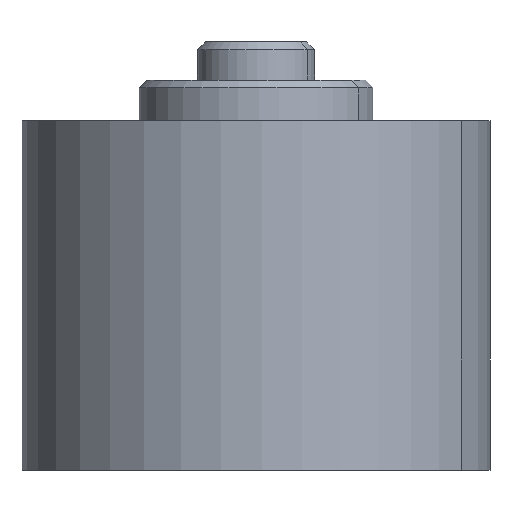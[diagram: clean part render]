
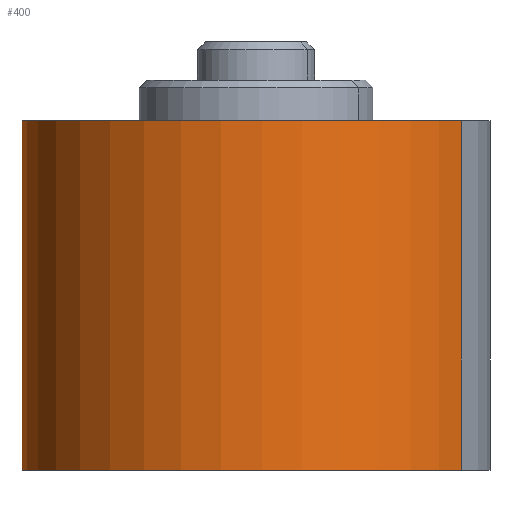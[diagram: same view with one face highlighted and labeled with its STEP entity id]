
A CAD part, left-side view. The second image highlights one B-rep face of the part: STEP entity #400.
In plain terms, the highlighted cylindrical face has radius 30 mm (diameter 60 mm), a partial arc.
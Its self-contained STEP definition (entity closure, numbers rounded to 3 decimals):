
#347=CARTESIAN_POINT('Axis2P3D Location',(0.,0.,-54.9)) ;
#351=CARTESIAN_POINT('Vertex',(-14.383,-26.327,-54.9)) ;
#353=CARTESIAN_POINT('Vertex',(14.383,26.327,-54.9)) ;
#370=CARTESIAN_POINT('Axis2P3D Location',(0.,0.,-27.45)) ;
#375=CARTESIAN_POINT('Line Origine',(-14.383,-26.327,-32.5)) ;
#379=CARTESIAN_POINT('Vertex',(-14.383,-26.327,-10.1)) ;
#382=CARTESIAN_POINT('Axis2P3D Location',(0.,0.,-10.1)) ;
#386=CARTESIAN_POINT('Vertex',(14.383,26.327,-10.1)) ;
#389=CARTESIAN_POINT('Line Origine',(14.383,26.327,-32.5)) ;
#348=DIRECTION('Axis2P3D Direction',(0.,0.,-1.)) ;
#371=DIRECTION('Axis2P3D Direction',(0.,0.,-1.)) ;
#372=DIRECTION('Axis2P3D XDirection',(0.479,0.878,0.)) ;
#376=DIRECTION('Vector Direction',(0.,0.,-1.)) ;
#383=DIRECTION('Axis2P3D Direction',(0.,0.,-1.)) ;
#390=DIRECTION('Vector Direction',(0.,0.,-1.)) ;
#349=AXIS2_PLACEMENT_3D('Circle Axis2P3D',#347,#348,$) ;
#373=AXIS2_PLACEMENT_3D('Cylinder Axis2P3D',#370,#371,#372) ;
#384=AXIS2_PLACEMENT_3D('Circle Axis2P3D',#382,#383,$) ;
#395=ORIENTED_EDGE('',*,*,#355,.F.) ;
#396=ORIENTED_EDGE('',*,*,#381,.T.) ;
#397=ORIENTED_EDGE('',*,*,#388,.T.) ;
#398=ORIENTED_EDGE('',*,*,#393,.F.) ;
#377=VECTOR('Line Direction',#376,1.) ;
#391=VECTOR('Line Direction',#390,1.) ;
#400=ADVANCED_FACE('Corps principal',(#399),#374,.T.) ;
#350=CIRCLE('generated circle',#349,30.) ;
#385=CIRCLE('generated circle',#384,30.) ;
#374=CYLINDRICAL_SURFACE('generated cylinder',#373,30.) ;
#355=EDGE_CURVE('',#352,#354,#350,.T.) ;
#381=EDGE_CURVE('',#352,#380,#378,.F.) ;
#388=EDGE_CURVE('',#380,#387,#385,.T.) ;
#393=EDGE_CURVE('',#354,#387,#392,.F.) ;
#394=EDGE_LOOP('',(#395,#396,#397,#398)) ;
#399=FACE_OUTER_BOUND('',#394,.T.) ;
#378=LINE('Line',#375,#377) ;
#392=LINE('Line',#389,#391) ;
#352=VERTEX_POINT('',#351) ;
#354=VERTEX_POINT('',#353) ;
#380=VERTEX_POINT('',#379) ;
#387=VERTEX_POINT('',#386) ;
